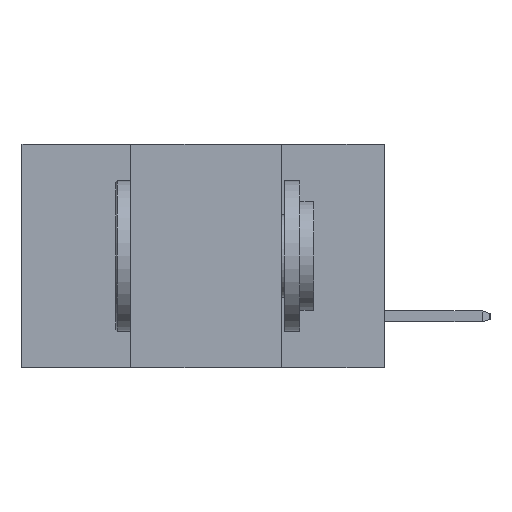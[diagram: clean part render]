
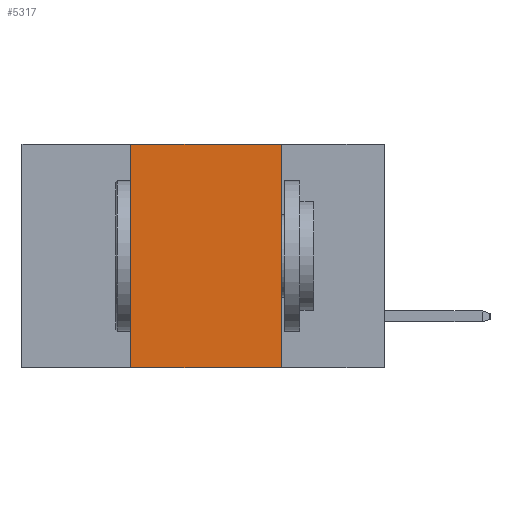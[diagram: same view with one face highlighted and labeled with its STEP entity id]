
A CAD part, left-side view. The second image highlights one B-rep face of the part: STEP entity #5317.
In plain terms, the highlighted planar face has unit normal (-1, 0, 0).
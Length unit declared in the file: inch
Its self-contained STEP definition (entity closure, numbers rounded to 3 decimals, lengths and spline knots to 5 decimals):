
#903 = CARTESIAN_POINT ( 'NONE',  ( 0., 0.17, -0.37 ) ) ;
#1011 = VERTEX_POINT ( 'NONE', #8923 ) ;
#1281 = VERTEX_POINT ( 'NONE', #12286 ) ;
#1531 = EDGE_LOOP ( 'NONE', ( #6655, #3263, #2864, #5437 ) ) ;
#1755 = AXIS2_PLACEMENT_3D ( 'NONE', #3881, #10932, #10914 ) ;
#2864 = ORIENTED_EDGE ( 'NONE', *, *, #7914, .F. ) ;
#2926 = DIRECTION ( 'NONE',  ( 0., -1., 0. ) ) ;
#3022 = VECTOR ( 'NONE', #15389, 39.37008 ) ;
#3263 = ORIENTED_EDGE ( 'NONE', *, *, #8666, .F. ) ;
#3881 = CARTESIAN_POINT ( 'NONE',  ( 0., 0.6, 0. ) ) ;
#4140 = CARTESIAN_POINT ( 'NONE',  ( 0., 0.6, -0.37 ) ) ;
#4499 = CARTESIAN_POINT ( 'NONE',  ( 0., 0.42, 0. ) ) ;
#4821 = VERTEX_POINT ( 'NONE', #903 ) ;
#5317 = ADVANCED_FACE ( 'NONE', ( #10808 ), #12341, .F. ) ;
#5395 = VECTOR ( 'NONE', #2926, 39.37008 ) ;
#5437 = ORIENTED_EDGE ( 'NONE', *, *, #7066, .T. ) ;
#5804 = DIRECTION ( 'NONE',  ( 0., 0., 1. ) ) ;
#5812 = LINE ( 'NONE', #4140, #5395 ) ;
#6168 = VECTOR ( 'NONE', #5804, 39.37008 ) ;
#6655 = ORIENTED_EDGE ( 'NONE', *, *, #10447, .F. ) ;
#7053 = VERTEX_POINT ( 'NONE', #9288 ) ;
#7066 = EDGE_CURVE ( 'NONE', #1281, #4821, #5812, .T. ) ;
#7914 = EDGE_CURVE ( 'NONE', #1281, #7053, #15642, .T. ) ;
#8666 = EDGE_CURVE ( 'NONE', #7053, #1011, #14704, .T. ) ;
#8923 = CARTESIAN_POINT ( 'NONE',  ( 0., 0.17, 0. ) ) ;
#9288 = CARTESIAN_POINT ( 'NONE',  ( 0., 0.42, 0. ) ) ;
#9799 = LINE ( 'NONE', #15348, #3022 ) ;
#10447 = EDGE_CURVE ( 'NONE', #1011, #4821, #9799, .T. ) ;
#10808 = FACE_OUTER_BOUND ( 'NONE', #1531, .T. ) ;
#10914 = DIRECTION ( 'NONE',  ( 0., 0., -1. ) ) ;
#10932 = DIRECTION ( 'NONE',  ( 1., 0., 0. ) ) ;
#12286 = CARTESIAN_POINT ( 'NONE',  ( 0., 0.42, -0.37 ) ) ;
#12341 = PLANE ( 'NONE',  #1755 ) ;
#12376 = CARTESIAN_POINT ( 'NONE',  ( 0., 0.6, 0. ) ) ;
#14313 = VECTOR ( 'NONE', #15998, 39.37008 ) ;
#14704 = LINE ( 'NONE', #12376, #14313 ) ;
#15348 = CARTESIAN_POINT ( 'NONE',  ( 0., 0.17, 0. ) ) ;
#15389 = DIRECTION ( 'NONE',  ( 0., 0., -1. ) ) ;
#15642 = LINE ( 'NONE', #4499, #6168 ) ;
#15998 = DIRECTION ( 'NONE',  ( 0., -1., 0. ) ) ;
